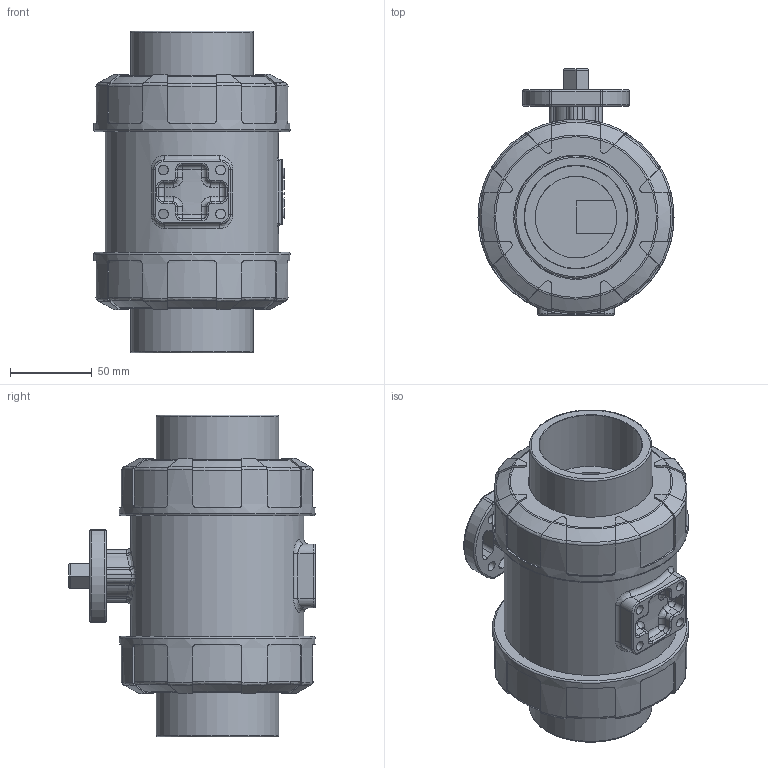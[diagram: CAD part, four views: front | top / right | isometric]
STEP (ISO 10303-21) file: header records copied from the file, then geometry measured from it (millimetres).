
FILE_DESCRIPTION(/* description */ (''),/* implementation_level */ '2;1');
FILE_NAME(/* name */ 'DN50_3D_STEP.stp',/* time_stamp */ '2025-07-15T18:35:35+03:00',/* author */ ('igorr'),/* organization */ (''),/* preprocessor_version */ 'ST-DEVELOPER v20',/* originating_system */ 'Autodesk Inventor 2025',/* authorisation */ '');
FILE_SCHEMA (('AUTOMOTIVE_DESIGN { 1 0 10303 214 3 1 1 }'));
Length unit declared in the file: millimetre
Products named in the file (1): Деталь1
Bounding box: 120 x 151 x 197 mm (x, y, z)
Volume: 1278040.2 mm3; surface area: 138917.1 mm2
Topology: 1 solids, 1 shells, 612 faces, 1571 edges, 989 vertices
Faces by surface type: cylinder 207, plane 180, torus 124, bspline 47, cone 34, sphere 20
Full cylindrical faces by diameter (mm): 6 x8, 20 x1, 50 x2, 63 x2, 75 x2, 76.2 x2, 106 x1, 120 x2
Entity records: 21108 total; most frequent: CARTESIAN_POINT 5984, ORIENTED_EDGE 3142, DIRECTION 2914, EDGE_CURVE 1571, AXIS2_PLACEMENT_3D 1135, VERTEX_POINT 989, EDGE_LOOP 656, LINE 644
